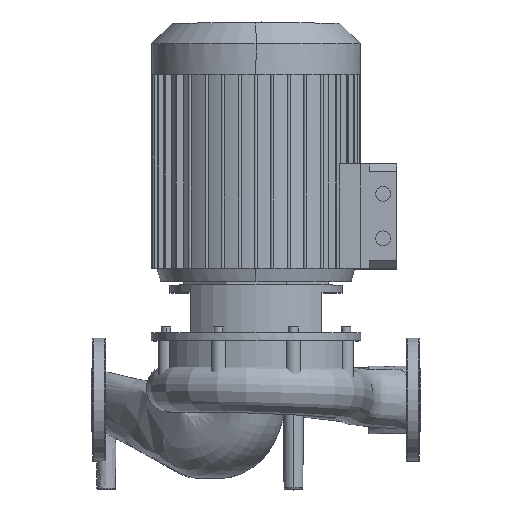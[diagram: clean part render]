
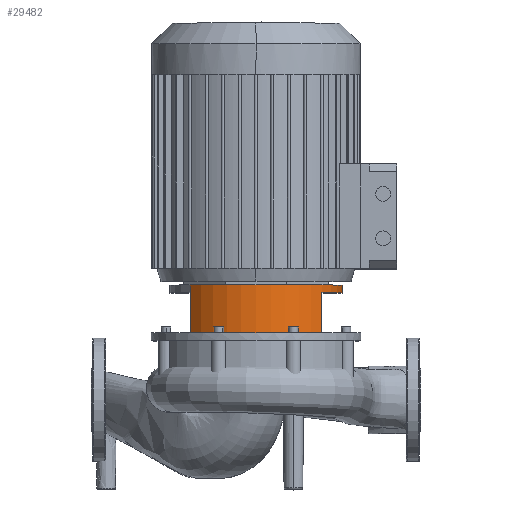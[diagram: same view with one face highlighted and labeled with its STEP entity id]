
A CAD part, top view. The second image highlights one B-rep face of the part: STEP entity #29482.
In plain terms, the highlighted cylindrical face has radius 115 mm (diameter 230 mm), a partial arc.
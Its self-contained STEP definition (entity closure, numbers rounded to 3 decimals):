
#26740=CARTESIAN_POINT('',(131.905,153.0,273.921));
#26741=VERTEX_POINT('',#26740);
#26742=CARTESIAN_POINT('',(131.905,143.0,273.921));
#26743=VERTEX_POINT('',#26742);
#26744=CARTESIAN_POINT('',(131.905,153.0,273.921));
#26745=DIRECTION('',(0.0,-1.0,0.0));
#26746=VECTOR('',#26745,10.0);
#26747=LINE('',#26744,#26746);
#26748=EDGE_CURVE('',#26741,#26743,#26747,.T.);
#26750=CARTESIAN_POINT('',(308.095,153.0,126.079));
#26751=VERTEX_POINT('',#26750);
#26759=CARTESIAN_POINT('',(308.095,143.0,126.079));
#26760=VERTEX_POINT('',#26759);
#26761=CARTESIAN_POINT('',(308.095,153.0,126.079));
#26762=DIRECTION('',(0.0,-1.0,0.0));
#26763=VECTOR('',#26762,10.0);
#26764=LINE('',#26761,#26763);
#26765=EDGE_CURVE('',#26751,#26760,#26764,.T.);
#29375=CARTESIAN_POINT('',(308.095,143.0,273.921));
#29376=VERTEX_POINT('',#29375);
#29377=CARTESIAN_POINT('',(220.0,143.0,200.0));
#29378=DIRECTION('',(0.0,-1.0,0.0));
#29379=DIRECTION('',(-1.0,0.0,0.0));
#29380=AXIS2_PLACEMENT_3D('',#29377,#29378,#29379);
#29381=CIRCLE('',#29380,115.0);
#29382=EDGE_CURVE('',#26760,#29376,#29381,.T.);
#29417=CARTESIAN_POINT('',(335.0,153.0,200.0));
#29418=VERTEX_POINT('',#29417);
#29419=CARTESIAN_POINT('',(220.0,153.0,200.0));
#29420=DIRECTION('',(0.0,-1.0,0.0));
#29421=DIRECTION('',(-1.0,0.0,0.0));
#29422=AXIS2_PLACEMENT_3D('',#29419,#29420,#29421);
#29423=CIRCLE('',#29422,115.0);
#29424=EDGE_CURVE('',#29418,#26741,#29423,.T.);
#29426=CARTESIAN_POINT('',(220.0,153.0,200.0));
#29427=DIRECTION('',(0.0,-1.0,0.0));
#29428=DIRECTION('',(-1.0,0.0,0.0));
#29429=AXIS2_PLACEMENT_3D('',#29426,#29427,#29428);
#29430=CIRCLE('',#29429,115.0);
#29431=EDGE_CURVE('',#26751,#29418,#29430,.T.);
#29447=CARTESIAN_POINT('',(220.0,89.0,200.0));
#29448=DIRECTION('',(0.0,1.0,0.0));
#29449=DIRECTION('',(-0.766,0.0,0.643));
#29450=AXIS2_PLACEMENT_3D('',#29447,#29448,#29449);
#29451=CYLINDRICAL_SURFACE('',#29450,115.);
#29452=ORIENTED_EDGE('',*,*,#26748,.T.);
#29453=CARTESIAN_POINT('',(131.905,89.0,273.921));
#29454=VERTEX_POINT('',#29453);
#29455=CARTESIAN_POINT('',(131.905,89.0,273.921));
#29456=DIRECTION('',(0.0,1.0,0.0));
#29457=VECTOR('',#29456,54.0);
#29458=LINE('',#29455,#29457);
#29459=EDGE_CURVE('',#29454,#26743,#29458,.T.);
#29460=ORIENTED_EDGE('',*,*,#29459,.F.);
#29461=CARTESIAN_POINT('',(308.095,89.0,273.921));
#29462=VERTEX_POINT('',#29461);
#29463=CARTESIAN_POINT('',(220.0,89.0,200.0));
#29464=DIRECTION('',(0.0,-1.0,0.0));
#29465=DIRECTION('',(-0.766,0.0,0.643));
#29466=AXIS2_PLACEMENT_3D('',#29463,#29464,#29465);
#29467=CIRCLE('',#29466,115.);
#29468=EDGE_CURVE('',#29462,#29454,#29467,.T.);
#29469=ORIENTED_EDGE('',*,*,#29468,.F.);
#29470=CARTESIAN_POINT('',(308.095,89.0,273.921));
#29471=DIRECTION('',(0.0,1.0,0.0));
#29472=VECTOR('',#29471,54.0);
#29473=LINE('',#29470,#29472);
#29474=EDGE_CURVE('',#29462,#29376,#29473,.T.);
#29475=ORIENTED_EDGE('',*,*,#29474,.T.);
#29476=ORIENTED_EDGE('',*,*,#29382,.F.);
#29477=ORIENTED_EDGE('',*,*,#26765,.F.);
#29478=ORIENTED_EDGE('',*,*,#29431,.T.);
#29479=ORIENTED_EDGE('',*,*,#29424,.T.);
#29480=EDGE_LOOP('',(#29452,#29460,#29469,#29475,#29476,#29477,#29478,#29479));
#29481=FACE_OUTER_BOUND('',#29480,.T.);
#29482=ADVANCED_FACE('',(#29481),#29451,.T.);
